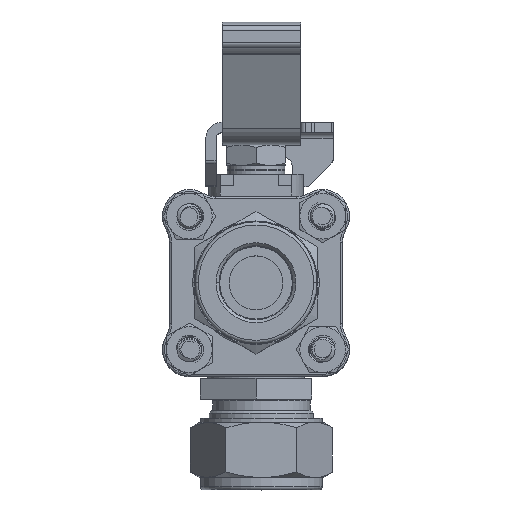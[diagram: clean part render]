
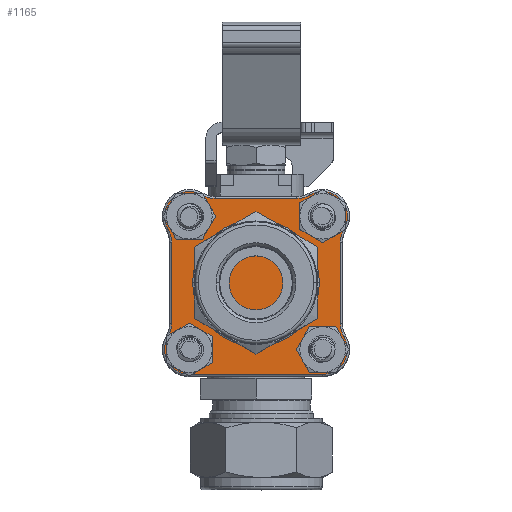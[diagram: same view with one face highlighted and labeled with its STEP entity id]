
A CAD part, top view. The second image highlights one B-rep face of the part: STEP entity #1165.
In plain terms, the highlighted planar face has unit normal (0, 0, 1).
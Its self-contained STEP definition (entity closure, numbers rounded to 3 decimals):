
#103 = VERTEX_POINT('',#104);
#104 = CARTESIAN_POINT('',(44.653,16.193,21.32));
#110 = EDGE_CURVE('',#111,#103,#113,.T.);
#111 = VERTEX_POINT('',#112);
#112 = CARTESIAN_POINT('',(51.453,16.193,21.32));
#113 = CIRCLE('',#114,3.4);
#114 = AXIS2_PLACEMENT_3D('',#115,#116,#117);
#115 = CARTESIAN_POINT('',(48.053,16.193,21.32));
#116 = DIRECTION('',(0.,0.,1.));
#117 = DIRECTION('',(1.,0.,0.));
#1136 = VERTEX_POINT('',#1137);
#1137 = CARTESIAN_POINT('',(21.948,20.5,21.32));
#1146 = VERTEX_POINT('',#1147);
#1147 = CARTESIAN_POINT('',(18.682,21.38,21.32));
#1154 = EDGE_CURVE('',#1146,#1136,#1155,.T.);
#1155 = CIRCLE('',#1156,6.5);
#1156 = AXIS2_PLACEMENT_3D('',#1157,#1158,#1159);
#1157 = CARTESIAN_POINT('',(21.948,27.,21.32));
#1158 = DIRECTION('',(0.,0.,1.));
#1159 = DIRECTION('',(-0.502,-0.865,0.));
#1165 = ADVANCED_FACE('',(#1166,#1280,#1290,#1310,#1330),#1350,.T.);
#1166 = FACE_BOUND('',#1167,.T.);
#1167 = EDGE_LOOP('',(#1168,#1177,#1186,#1194,#1203,#1212,#1220,#1229,
    #1238,#1246,#1255,#1264,#1273,#1279));
#1168 = ORIENTED_EDGE('',*,*,#1169,.T.);
#1169 = EDGE_CURVE('',#1146,#1170,#1172,.T.);
#1170 = VERTEX_POINT('',#1171);
#1171 = CARTESIAN_POINT('',(10.48,13.178,21.32));
#1172 = CIRCLE('',#1173,6.);
#1173 = AXIS2_PLACEMENT_3D('',#1174,#1175,#1176);
#1174 = CARTESIAN_POINT('',(15.667,16.193,21.32));
#1175 = DIRECTION('',(0.,0.,1.));
#1176 = DIRECTION('',(0.502,0.865,0.)
  );
#1177 = ORIENTED_EDGE('',*,*,#1178,.T.);
#1178 = EDGE_CURVE('',#1170,#1179,#1181,.T.);
#1179 = VERTEX_POINT('',#1180);
#1180 = CARTESIAN_POINT('',(11.36,9.912,21.32));
#1181 = CIRCLE('',#1182,6.5);
#1182 = AXIS2_PLACEMENT_3D('',#1183,#1184,#1185);
#1183 = CARTESIAN_POINT('',(4.86,9.912,21.32));
#1184 = DIRECTION('',(0.,0.,-1.));
#1185 = DIRECTION('',(0.865,0.502,0.)
  );
#1186 = ORIENTED_EDGE('',*,*,#1187,.T.);
#1187 = EDGE_CURVE('',#1179,#1188,#1190,.T.);
#1188 = VERTEX_POINT('',#1189);
#1189 = CARTESIAN_POINT('',(11.36,-9.912,21.32));
#1190 = LINE('',#1191,#1192);
#1191 = CARTESIAN_POINT('',(11.36,9.912,21.32));
#1192 = VECTOR('',#1193,1.);
#1193 = DIRECTION('',(0.,-1.,0.));
#1194 = ORIENTED_EDGE('',*,*,#1195,.T.);
#1195 = EDGE_CURVE('',#1188,#1196,#1198,.T.);
#1196 = VERTEX_POINT('',#1197);
#1197 = CARTESIAN_POINT('',(10.48,-13.178,21.32));
#1198 = CIRCLE('',#1199,6.5);
#1199 = AXIS2_PLACEMENT_3D('',#1200,#1201,#1202);
#1200 = CARTESIAN_POINT('',(4.86,-9.912,21.32));
#1201 = DIRECTION('',(0.,0.,-1.));
#1202 = DIRECTION('',(1.,0.,0.));
#1203 = ORIENTED_EDGE('',*,*,#1204,.T.);
#1204 = EDGE_CURVE('',#1196,#1205,#1207,.T.);
#1205 = VERTEX_POINT('',#1206);
#1206 = CARTESIAN_POINT('',(15.667,-22.193,21.32));
#1207 = CIRCLE('',#1208,6.);
#1208 = AXIS2_PLACEMENT_3D('',#1209,#1210,#1211);
#1209 = CARTESIAN_POINT('',(15.667,-16.193,21.32));
#1210 = DIRECTION('',(0.,0.,1.));
#1211 = DIRECTION('',(-0.865,0.502,0.
    ));
#1212 = ORIENTED_EDGE('',*,*,#1213,.T.);
#1213 = EDGE_CURVE('',#1205,#1214,#1216,.T.);
#1214 = VERTEX_POINT('',#1215);
#1215 = CARTESIAN_POINT('',(48.053,-22.193,21.32));
#1216 = LINE('',#1217,#1218);
#1217 = CARTESIAN_POINT('',(15.667,-22.193,21.32));
#1218 = VECTOR('',#1219,1.);
#1219 = DIRECTION('',(1.,0.,0.));
#1220 = ORIENTED_EDGE('',*,*,#1221,.T.);
#1221 = EDGE_CURVE('',#1214,#1222,#1224,.T.);
#1222 = VERTEX_POINT('',#1223);
#1223 = CARTESIAN_POINT('',(53.24,-13.178,21.32));
#1224 = CIRCLE('',#1225,6.);
#1225 = AXIS2_PLACEMENT_3D('',#1226,#1227,#1228);
#1226 = CARTESIAN_POINT('',(48.053,-16.193,21.32));
#1227 = DIRECTION('',(0.,0.,1.));
#1228 = DIRECTION('',(0.,-1.,0.));
#1229 = ORIENTED_EDGE('',*,*,#1230,.T.);
#1230 = EDGE_CURVE('',#1222,#1231,#1233,.T.);
#1231 = VERTEX_POINT('',#1232);
#1232 = CARTESIAN_POINT('',(52.36,-9.912,21.32));
#1233 = CIRCLE('',#1234,6.5);
#1234 = AXIS2_PLACEMENT_3D('',#1235,#1236,#1237);
#1235 = CARTESIAN_POINT('',(58.86,-9.912,21.32));
#1236 = DIRECTION('',(0.,0.,-1.));
#1237 = DIRECTION('',(-0.865,-0.502,0.
    ));
#1238 = ORIENTED_EDGE('',*,*,#1239,.T.);
#1239 = EDGE_CURVE('',#1231,#1240,#1242,.T.);
#1240 = VERTEX_POINT('',#1241);
#1241 = CARTESIAN_POINT('',(52.36,9.912,21.32));
#1242 = LINE('',#1243,#1244);
#1243 = CARTESIAN_POINT('',(52.36,-9.912,21.32));
#1244 = VECTOR('',#1245,1.);
#1245 = DIRECTION('',(0.,1.,0.));
#1246 = ORIENTED_EDGE('',*,*,#1247,.T.);
#1247 = EDGE_CURVE('',#1240,#1248,#1250,.T.);
#1248 = VERTEX_POINT('',#1249);
#1249 = CARTESIAN_POINT('',(53.24,13.178,21.32));
#1250 = CIRCLE('',#1251,6.5);
#1251 = AXIS2_PLACEMENT_3D('',#1252,#1253,#1254);
#1252 = CARTESIAN_POINT('',(58.86,9.912,21.32));
#1253 = DIRECTION('',(0.,0.,-1.));
#1254 = DIRECTION('',(-1.,0.,0.));
#1255 = ORIENTED_EDGE('',*,*,#1256,.T.);
#1256 = EDGE_CURVE('',#1248,#1257,#1259,.T.);
#1257 = VERTEX_POINT('',#1258);
#1258 = CARTESIAN_POINT('',(45.038,21.38,21.32));
#1259 = CIRCLE('',#1260,6.);
#1260 = AXIS2_PLACEMENT_3D('',#1261,#1262,#1263);
#1261 = CARTESIAN_POINT('',(48.053,16.193,21.32));
#1262 = DIRECTION('',(0.,0.,1.));
#1263 = DIRECTION('',(0.865,-0.502,0.));
#1264 = ORIENTED_EDGE('',*,*,#1265,.T.);
#1265 = EDGE_CURVE('',#1257,#1266,#1268,.T.);
#1266 = VERTEX_POINT('',#1267);
#1267 = CARTESIAN_POINT('',(41.772,20.5,21.32));
#1268 = CIRCLE('',#1269,6.5);
#1269 = AXIS2_PLACEMENT_3D('',#1270,#1271,#1272);
#1270 = CARTESIAN_POINT('',(41.772,27.,21.32));
#1271 = DIRECTION('',(0.,0.,-1.));
#1272 = DIRECTION('',(0.502,-0.865,0.
    ));
#1273 = ORIENTED_EDGE('',*,*,#1274,.T.);
#1274 = EDGE_CURVE('',#1266,#1136,#1275,.T.);
#1275 = LINE('',#1276,#1277);
#1276 = CARTESIAN_POINT('',(41.772,20.5,21.32));
#1277 = VECTOR('',#1278,1.);
#1278 = DIRECTION('',(-1.,0.,0.));
#1279 = ORIENTED_EDGE('',*,*,#1154,.F.);
#1280 = FACE_BOUND('',#1281,.T.);
#1281 = EDGE_LOOP('',(#1282,#1283));
#1282 = ORIENTED_EDGE('',*,*,#110,.F.);
#1283 = ORIENTED_EDGE('',*,*,#1284,.T.);
#1284 = EDGE_CURVE('',#111,#103,#1285,.T.);
#1285 = CIRCLE('',#1286,3.4);
#1286 = AXIS2_PLACEMENT_3D('',#1287,#1288,#1289);
#1287 = CARTESIAN_POINT('',(48.053,16.193,21.32));
#1288 = DIRECTION('',(0.,0.,-1.));
#1289 = DIRECTION('',(1.,0.,0.));
#1290 = FACE_BOUND('',#1291,.T.);
#1291 = EDGE_LOOP('',(#1292,#1303));
#1292 = ORIENTED_EDGE('',*,*,#1293,.T.);
#1293 = EDGE_CURVE('',#1294,#1296,#1298,.T.);
#1294 = VERTEX_POINT('',#1295);
#1295 = CARTESIAN_POINT('',(12.267,16.193,21.32));
#1296 = VERTEX_POINT('',#1297);
#1297 = CARTESIAN_POINT('',(19.067,16.193,21.32));
#1298 = CIRCLE('',#1299,3.4);
#1299 = AXIS2_PLACEMENT_3D('',#1300,#1301,#1302);
#1300 = CARTESIAN_POINT('',(15.667,16.193,21.32));
#1301 = DIRECTION('',(0.,0.,-1.));
#1302 = DIRECTION('',(-1.,0.,0.));
#1303 = ORIENTED_EDGE('',*,*,#1304,.T.);
#1304 = EDGE_CURVE('',#1296,#1294,#1305,.T.);
#1305 = CIRCLE('',#1306,3.4);
#1306 = AXIS2_PLACEMENT_3D('',#1307,#1308,#1309);
#1307 = CARTESIAN_POINT('',(15.667,16.193,21.32));
#1308 = DIRECTION('',(0.,0.,-1.));
#1309 = DIRECTION('',(1.,0.,0.));
#1310 = FACE_BOUND('',#1311,.T.);
#1311 = EDGE_LOOP('',(#1312,#1323));
#1312 = ORIENTED_EDGE('',*,*,#1313,.T.);
#1313 = EDGE_CURVE('',#1314,#1316,#1318,.T.);
#1314 = VERTEX_POINT('',#1315);
#1315 = CARTESIAN_POINT('',(12.267,-16.193,21.32));
#1316 = VERTEX_POINT('',#1317);
#1317 = CARTESIAN_POINT('',(19.067,-16.193,21.32));
#1318 = CIRCLE('',#1319,3.4);
#1319 = AXIS2_PLACEMENT_3D('',#1320,#1321,#1322);
#1320 = CARTESIAN_POINT('',(15.667,-16.193,21.32));
#1321 = DIRECTION('',(0.,0.,-1.));
#1322 = DIRECTION('',(-1.,0.,0.));
#1323 = ORIENTED_EDGE('',*,*,#1324,.T.);
#1324 = EDGE_CURVE('',#1316,#1314,#1325,.T.);
#1325 = CIRCLE('',#1326,3.4);
#1326 = AXIS2_PLACEMENT_3D('',#1327,#1328,#1329);
#1327 = CARTESIAN_POINT('',(15.667,-16.193,21.32));
#1328 = DIRECTION('',(0.,0.,-1.));
#1329 = DIRECTION('',(1.,0.,0.));
#1330 = FACE_BOUND('',#1331,.T.);
#1331 = EDGE_LOOP('',(#1332,#1343));
#1332 = ORIENTED_EDGE('',*,*,#1333,.T.);
#1333 = EDGE_CURVE('',#1334,#1336,#1338,.T.);
#1334 = VERTEX_POINT('',#1335);
#1335 = CARTESIAN_POINT('',(44.653,-16.193,21.32));
#1336 = VERTEX_POINT('',#1337);
#1337 = CARTESIAN_POINT('',(51.453,-16.193,21.32));
#1338 = CIRCLE('',#1339,3.4);
#1339 = AXIS2_PLACEMENT_3D('',#1340,#1341,#1342);
#1340 = CARTESIAN_POINT('',(48.053,-16.193,21.32));
#1341 = DIRECTION('',(0.,0.,-1.));
#1342 = DIRECTION('',(-1.,0.,0.));
#1343 = ORIENTED_EDGE('',*,*,#1344,.T.);
#1344 = EDGE_CURVE('',#1336,#1334,#1345,.T.);
#1345 = CIRCLE('',#1346,3.4);
#1346 = AXIS2_PLACEMENT_3D('',#1347,#1348,#1349);
#1347 = CARTESIAN_POINT('',(48.053,-16.193,21.32));
#1348 = DIRECTION('',(0.,0.,-1.));
#1349 = DIRECTION('',(1.,0.,0.));
#1350 = PLANE('',#1351);
#1351 = AXIS2_PLACEMENT_3D('',#1352,#1353,#1354);
#1352 = CARTESIAN_POINT('',(31.86,0.,21.32));
#1353 = DIRECTION('',(0.,0.,1.));
#1354 = DIRECTION('',(1.,0.,-0.));
